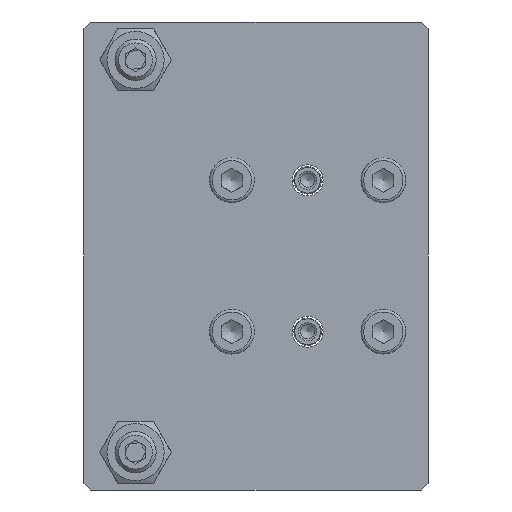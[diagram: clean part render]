
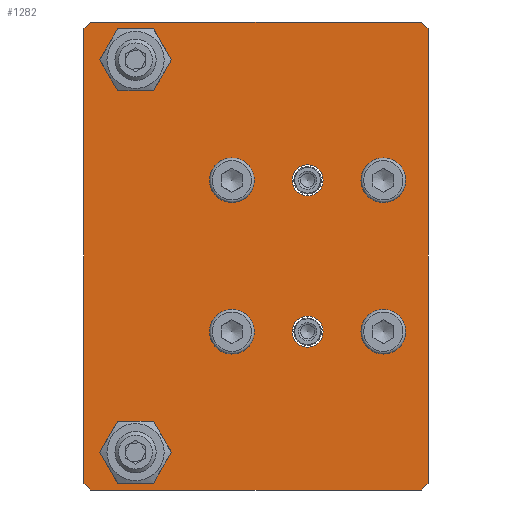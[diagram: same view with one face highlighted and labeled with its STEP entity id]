
A CAD part, front view. The second image highlights one B-rep face of the part: STEP entity #1282.
In plain terms, the highlighted planar face has unit normal (0, -1, 0).
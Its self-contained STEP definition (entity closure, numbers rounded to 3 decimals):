
#117=FACE_BOUND('',#254,.T.);
#118=FACE_BOUND('',#255,.T.);
#119=FACE_BOUND('',#256,.T.);
#120=FACE_BOUND('',#257,.T.);
#121=FACE_BOUND('',#258,.T.);
#122=FACE_BOUND('',#259,.T.);
#123=FACE_BOUND('',#260,.T.);
#124=FACE_BOUND('',#261,.T.);
#141=PLANE('',#1494);
#185=FACE_OUTER_BOUND('',#253,.T.);
#253=EDGE_LOOP('',(#936,#937,#938,#939,#940,#941,#942,#943));
#254=EDGE_LOOP('',(#944));
#255=EDGE_LOOP('',(#945));
#256=EDGE_LOOP('',(#946));
#257=EDGE_LOOP('',(#947));
#258=EDGE_LOOP('',(#948));
#259=EDGE_LOOP('',(#949));
#260=EDGE_LOOP('',(#950));
#261=EDGE_LOOP('',(#951));
#343=LINE('',#2094,#426);
#345=LINE('',#2098,#428);
#348=LINE('',#2104,#431);
#349=LINE('',#2106,#432);
#350=LINE('',#2108,#433);
#351=LINE('',#2110,#434);
#352=LINE('',#2112,#435);
#353=LINE('',#2113,#436);
#426=VECTOR('',#1698,10.);
#428=VECTOR('',#1702,10.);
#431=VECTOR('',#1707,10.);
#432=VECTOR('',#1708,10.);
#433=VECTOR('',#1709,10.);
#434=VECTOR('',#1710,10.);
#435=VECTOR('',#1711,10.);
#436=VECTOR('',#1712,10.);
#501=CIRCLE('',#1463,4.5);
#504=CIRCLE('',#1467,4.5);
#507=CIRCLE('',#1471,4.5);
#510=CIRCLE('',#1475,4.5);
#513=CIRCLE('',#1479,4.5);
#516=CIRCLE('',#1483,4.5);
#519=CIRCLE('',#1487,5.053);
#522=CIRCLE('',#1491,5.053);
#576=VERTEX_POINT('',#2028);
#579=VERTEX_POINT('',#2036);
#582=VERTEX_POINT('',#2044);
#585=VERTEX_POINT('',#2052);
#588=VERTEX_POINT('',#2060);
#591=VERTEX_POINT('',#2068);
#594=VERTEX_POINT('',#2076);
#597=VERTEX_POINT('',#2084);
#600=VERTEX_POINT('',#2091);
#601=VERTEX_POINT('',#2093);
#602=VERTEX_POINT('',#2097);
#604=VERTEX_POINT('',#2103);
#605=VERTEX_POINT('',#2105);
#606=VERTEX_POINT('',#2107);
#607=VERTEX_POINT('',#2109);
#608=VERTEX_POINT('',#2111);
#707=EDGE_CURVE('',#576,#576,#501,.T.);
#711=EDGE_CURVE('',#579,#579,#504,.T.);
#715=EDGE_CURVE('',#582,#582,#507,.T.);
#719=EDGE_CURVE('',#585,#585,#510,.T.);
#723=EDGE_CURVE('',#588,#588,#513,.T.);
#727=EDGE_CURVE('',#591,#591,#516,.T.);
#731=EDGE_CURVE('',#594,#594,#519,.T.);
#735=EDGE_CURVE('',#597,#597,#522,.T.);
#738=EDGE_CURVE('',#600,#601,#343,.T.);
#740=EDGE_CURVE('',#602,#601,#345,.T.);
#743=EDGE_CURVE('',#600,#604,#348,.T.);
#744=EDGE_CURVE('',#605,#604,#349,.T.);
#745=EDGE_CURVE('',#605,#606,#350,.T.);
#746=EDGE_CURVE('',#607,#606,#351,.T.);
#747=EDGE_CURVE('',#607,#608,#352,.T.);
#748=EDGE_CURVE('',#602,#608,#353,.T.);
#936=ORIENTED_EDGE('',*,*,#738,.F.);
#937=ORIENTED_EDGE('',*,*,#743,.T.);
#938=ORIENTED_EDGE('',*,*,#744,.F.);
#939=ORIENTED_EDGE('',*,*,#745,.T.);
#940=ORIENTED_EDGE('',*,*,#746,.F.);
#941=ORIENTED_EDGE('',*,*,#747,.T.);
#942=ORIENTED_EDGE('',*,*,#748,.F.);
#943=ORIENTED_EDGE('',*,*,#740,.T.);
#944=ORIENTED_EDGE('',*,*,#707,.T.);
#945=ORIENTED_EDGE('',*,*,#711,.T.);
#946=ORIENTED_EDGE('',*,*,#715,.T.);
#947=ORIENTED_EDGE('',*,*,#719,.T.);
#948=ORIENTED_EDGE('',*,*,#723,.T.);
#949=ORIENTED_EDGE('',*,*,#727,.T.);
#950=ORIENTED_EDGE('',*,*,#731,.T.);
#951=ORIENTED_EDGE('',*,*,#735,.T.);
#1282=ADVANCED_FACE('',(#185,#117,#118,#119,#120,#121,#122,#123,#124),#141,
 .T.);
#1463=AXIS2_PLACEMENT_3D('',#2030,#1629,#1630);
#1467=AXIS2_PLACEMENT_3D('',#2038,#1638,#1639);
#1471=AXIS2_PLACEMENT_3D('',#2046,#1647,#1648);
#1475=AXIS2_PLACEMENT_3D('',#2054,#1656,#1657);
#1479=AXIS2_PLACEMENT_3D('',#2062,#1665,#1666);
#1483=AXIS2_PLACEMENT_3D('',#2070,#1674,#1675);
#1487=AXIS2_PLACEMENT_3D('',#2078,#1683,#1684);
#1491=AXIS2_PLACEMENT_3D('',#2086,#1692,#1693);
#1494=AXIS2_PLACEMENT_3D('',#2102,#1705,#1706);
#1629=DIRECTION('center_axis',(0.,1.,0.));
#1630=DIRECTION('ref_axis',(1.,0.,0.));
#1638=DIRECTION('center_axis',(0.,1.,0.));
#1639=DIRECTION('ref_axis',(1.,0.,0.));
#1647=DIRECTION('center_axis',(0.,1.,0.));
#1648=DIRECTION('ref_axis',(1.,0.,0.));
#1656=DIRECTION('center_axis',(0.,1.,0.));
#1657=DIRECTION('ref_axis',(1.,0.,0.));
#1665=DIRECTION('center_axis',(0.,1.,0.));
#1666=DIRECTION('ref_axis',(1.,0.,0.));
#1674=DIRECTION('center_axis',(0.,1.,0.));
#1675=DIRECTION('ref_axis',(1.,0.,0.));
#1683=DIRECTION('center_axis',(0.,1.,0.));
#1684=DIRECTION('ref_axis',(1.,0.,0.));
#1692=DIRECTION('center_axis',(0.,1.,0.));
#1693=DIRECTION('ref_axis',(1.,0.,0.));
#1698=DIRECTION('',(-0.707,0.,0.707));
#1702=DIRECTION('',(0.,0.,-1.));
#1705=DIRECTION('center_axis',(0.,-1.,0.));
#1706=DIRECTION('ref_axis',(0.,0.,-1.));
#1707=DIRECTION('',(1.,0.,0.));
#1708=DIRECTION('',(-0.707,0.,-0.707));
#1709=DIRECTION('',(0.,0.,1.));
#1710=DIRECTION('',(0.707,0.,-0.707));
#1711=DIRECTION('',(-1.,0.,0.));
#1712=DIRECTION('',(0.707,0.,0.707));
#2028=CARTESIAN_POINT('',(10.5,0.,22.));
#2030=CARTESIAN_POINT('Origin',(15.,0.,22.));
#2036=CARTESIAN_POINT('',(10.5,0.,-22.));
#2038=CARTESIAN_POINT('Origin',(15.,0.,-22.));
#2044=CARTESIAN_POINT('',(32.5,0.,-22.));
#2046=CARTESIAN_POINT('Origin',(37.,0.,-22.));
#2052=CARTESIAN_POINT('',(-11.5,0.,22.));
#2054=CARTESIAN_POINT('Origin',(-7.,0.,22.));
#2060=CARTESIAN_POINT('',(-11.5,0.,-22.));
#2062=CARTESIAN_POINT('Origin',(-7.,0.,-22.));
#2068=CARTESIAN_POINT('',(32.5,0.,22.));
#2070=CARTESIAN_POINT('Origin',(37.,0.,22.));
#2076=CARTESIAN_POINT('',(-40.053,0.,57.));
#2078=CARTESIAN_POINT('Origin',(-35.,0.,57.));
#2084=CARTESIAN_POINT('',(-40.053,0.,-57.));
#2086=CARTESIAN_POINT('Origin',(-35.,0.,-57.));
#2091=CARTESIAN_POINT('',(-48.,0.,-68.));
#2093=CARTESIAN_POINT('',(-50.,0.,-66.));
#2094=CARTESIAN_POINT('',(-53.5,0.,-62.5));
#2097=CARTESIAN_POINT('',(-50.,0.,66.));
#2098=CARTESIAN_POINT('',(-50.,0.,68.));
#2102=CARTESIAN_POINT('Origin',(0.,0.,0.));
#2103=CARTESIAN_POINT('',(48.,0.,-68.));
#2104=CARTESIAN_POINT('',(-50.,0.,-68.));
#2105=CARTESIAN_POINT('',(50.,0.,-66.));
#2106=CARTESIAN_POINT('',(53.5,0.,-62.5));
#2107=CARTESIAN_POINT('',(50.,0.,66.));
#2108=CARTESIAN_POINT('',(50.,0.,-68.));
#2109=CARTESIAN_POINT('',(48.,0.,68.));
#2110=CARTESIAN_POINT('',(53.5,0.,62.5));
#2111=CARTESIAN_POINT('',(-48.,0.,68.));
#2112=CARTESIAN_POINT('',(50.,0.,68.));
#2113=CARTESIAN_POINT('',(-53.5,0.,62.5));
